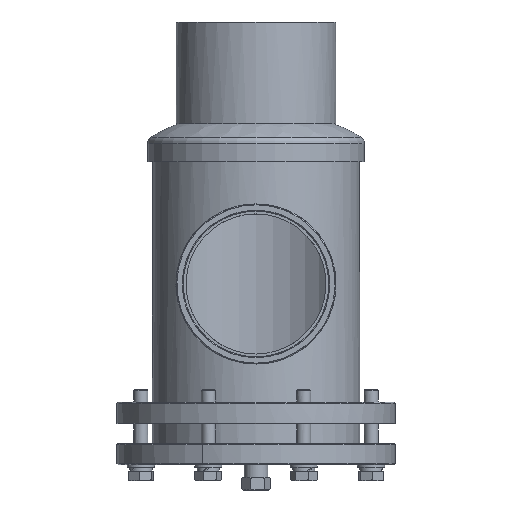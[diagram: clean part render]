
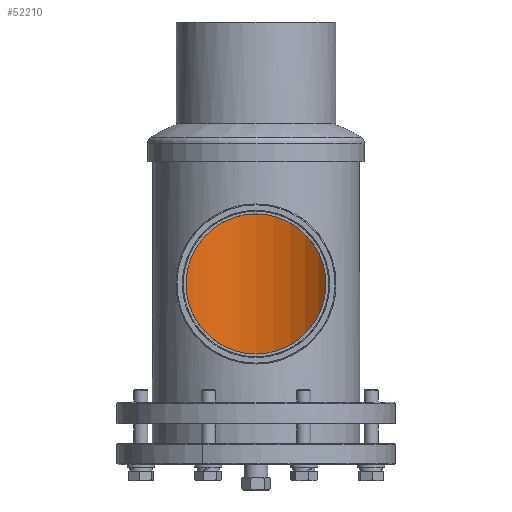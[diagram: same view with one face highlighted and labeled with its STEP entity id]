
A CAD part, left-side view. The second image highlights one B-rep face of the part: STEP entity #52210.
In plain terms, the highlighted cylindrical face has radius 54 mm (diameter 108 mm), a full revolution.
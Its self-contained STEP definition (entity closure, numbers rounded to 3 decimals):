
#52068=CARTESIAN_POINT('',(54.,-0.,-23.476));
#52069=VERTEX_POINT('',#52068);
#52078=CARTESIAN_POINT('',(-0.,0.,-23.476));
#52079=DIRECTION('',(0.,0.,1.));
#52080=DIRECTION('',(1.,0.,-0.));
#52081=AXIS2_PLACEMENT_3D('',#52078,#52079,#52080);
#52082=CIRCLE('',#52081,54.);
#52083=EDGE_CURVE('',#52069,#52069,#52082,.T.);
#52088=CARTESIAN_POINT('',(-0.,0.,-191.176));
#52089=DIRECTION('',(0.,0.,1.));
#52090=DIRECTION('',(1.,0.,-0.));
#52091=AXIS2_PLACEMENT_3D('',#52088,#52089,#52090);
#52092=CYLINDRICAL_SURFACE('',#52091,54.);
#52093=CARTESIAN_POINT('',(54.,-0.,-190.476));
#52094=VERTEX_POINT('',#52093);
#52095=CARTESIAN_POINT('',(54.,0.,-23.476));
#52096=DIRECTION('',(-0.,-0.,-1.));
#52097=VECTOR('',#52096,167.);
#52098=LINE('',#52095,#52097);
#52099=EDGE_CURVE('',#52069,#52094,#52098,.T.);
#52100=ORIENTED_EDGE('',*,*,#52099,.F.);
#52101=ORIENTED_EDGE('',*,*,#52083,.T.);
#52102=ORIENTED_EDGE('',*,*,#52099,.T.);
#52103=CARTESIAN_POINT('',(-0.,0.,-190.476));
#52104=DIRECTION('',(-0.,-0.,-1.));
#52105=DIRECTION('',(1.,0.,-0.));
#52106=AXIS2_PLACEMENT_3D('',#52103,#52104,#52105);
#52107=CIRCLE('',#52106,54.);
#52108=EDGE_CURVE('',#52094,#52094,#52107,.T.);
#52109=ORIENTED_EDGE('',*,*,#52108,.T.);
#52110=EDGE_LOOP('',(#52100,#52101,#52102,#52109));
#52111=FACE_BOUND('',#52110,.T.);
#52112=CARTESIAN_POINT('',(-54.,0.,-139.722));
#52113=VERTEX_POINT('',#52112);
#52114=CARTESIAN_POINT('',(-54.,0.,-139.722));
#52115=CARTESIAN_POINT('',(-54.,-2.653,-139.722));
#52116=CARTESIAN_POINT('',(-53.806,-5.245,-139.451));
#52117=CARTESIAN_POINT('',(-53.437,-7.781,-138.927));
#52118=CARTESIAN_POINT('',(-53.067,-10.317,-138.404));
#52119=CARTESIAN_POINT('',(-52.514,-12.812,-137.615));
#52120=CARTESIAN_POINT('',(-51.835,-15.138,-136.621));
#52121=CARTESIAN_POINT('',(-51.156,-17.463,-135.626));
#52122=CARTESIAN_POINT('',(-50.343,-19.66,-134.416));
#52123=CARTESIAN_POINT('',(-49.448,-21.7,-133.023));
#52124=CARTESIAN_POINT('',(-48.552,-23.741,-131.631));
#52125=CARTESIAN_POINT('',(-47.573,-25.626,-130.056));
#52126=CARTESIAN_POINT('',(-46.571,-27.333,-128.335));
#52127=CARTESIAN_POINT('',(-45.569,-29.04,-126.614));
#52128=CARTESIAN_POINT('',(-44.529,-30.593,-124.72));
#52129=CARTESIAN_POINT('',(-43.538,-31.944,-122.712));
#52130=CARTESIAN_POINT('',(-42.547,-33.295,-120.704));
#52131=CARTESIAN_POINT('',(-41.597,-34.458,-118.573));
#52132=CARTESIAN_POINT('',(-40.752,-35.43,-116.288));
#52133=CARTESIAN_POINT('',(-39.907,-36.401,-114.003));
#52134=CARTESIAN_POINT('',(-39.172,-37.177,-111.554));
#52135=CARTESIAN_POINT('',(-38.663,-37.698,-109.038));
#52136=CARTESIAN_POINT('',(-38.154,-38.22,-106.521));
#52137=CARTESIAN_POINT('',(-37.867,-38.498,-103.864));
#52138=CARTESIAN_POINT('',(-37.865,-38.5,-101.245));
#52139=CARTESIAN_POINT('',(-37.863,-38.502,-98.626));
#52140=CARTESIAN_POINT('',(-38.141,-38.233,-96.008));
#52141=CARTESIAN_POINT('',(-38.65,-37.711,-93.469));
#52142=CARTESIAN_POINT('',(-39.16,-37.189,-90.93));
#52143=CARTESIAN_POINT('',(-39.878,-36.433,-88.531));
#52144=CARTESIAN_POINT('',(-40.721,-35.465,-86.239));
#52145=CARTESIAN_POINT('',(-41.565,-34.497,-83.947));
#52146=CARTESIAN_POINT('',(-42.533,-33.313,-81.77));
#52147=CARTESIAN_POINT('',(-43.523,-31.965,-79.763));
#52148=CARTESIAN_POINT('',(-44.512,-30.618,-77.756));
#52149=CARTESIAN_POINT('',(-45.533,-29.097,-75.894));
#52150=CARTESIAN_POINT('',(-46.539,-27.388,-74.164));
#52151=CARTESIAN_POINT('',(-48.551,-23.97,-70.704));
#52152=CARTESIAN_POINT('',(-50.424,-19.932,-67.891));
#52153=CARTESIAN_POINT('',(-51.802,-15.25,-65.871));
#52154=CARTESIAN_POINT('',(-52.491,-12.909,-64.861));
#52155=CARTESIAN_POINT('',(-53.042,-10.446,-64.075));
#52156=CARTESIAN_POINT('',(-53.418,-7.909,-63.543));
#52157=CARTESIAN_POINT('',(-53.793,-5.371,-63.01));
#52158=CARTESIAN_POINT('',(-53.995,-2.711,-62.728));
#52159=CARTESIAN_POINT('',(-54.,-0.093,-62.722));
#52160=CARTESIAN_POINT('',(-54.004,2.525,-62.716));
#52161=CARTESIAN_POINT('',(-53.816,5.145,-62.986));
#52162=CARTESIAN_POINT('',(-53.449,7.695,-63.506));
#52163=CARTESIAN_POINT('',(-53.082,10.246,-64.026));
#52164=CARTESIAN_POINT('',(-52.536,12.725,-64.797));
#52165=CARTESIAN_POINT('',(-51.856,15.065,-65.792));
#52166=CARTESIAN_POINT('',(-50.496,19.746,-67.782));
#52167=CARTESIAN_POINT('',(-48.593,23.886,-70.637));
#52168=CARTESIAN_POINT('',(-46.582,27.316,-74.091));
#52169=CARTESIAN_POINT('',(-45.576,29.031,-75.818));
#52170=CARTESIAN_POINT('',(-44.552,30.561,-77.68));
#52171=CARTESIAN_POINT('',(-43.557,31.918,-79.693));
#52172=CARTESIAN_POINT('',(-42.562,33.276,-81.706));
#52173=CARTESIAN_POINT('',(-41.59,34.466,-83.887));
#52174=CARTESIAN_POINT('',(-40.746,35.437,-86.173));
#52175=CARTESIAN_POINT('',(-39.902,36.408,-88.459));
#52176=CARTESIAN_POINT('',(-39.179,37.17,-90.895));
#52177=CARTESIAN_POINT('',(-38.669,37.692,-93.42));
#52178=CARTESIAN_POINT('',(-38.16,38.214,-95.945));
#52179=CARTESIAN_POINT('',(-37.866,38.499,-98.559));
#52180=CARTESIAN_POINT('',(-37.865,38.5,-101.202));
#52181=CARTESIAN_POINT('',(-37.864,38.501,-103.845));
#52182=CARTESIAN_POINT('',(-38.158,38.217,-106.469));
#52183=CARTESIAN_POINT('',(-38.667,37.694,-109.003));
#52184=CARTESIAN_POINT('',(-39.177,37.171,-111.537));
#52185=CARTESIAN_POINT('',(-39.9,36.409,-113.98));
#52186=CARTESIAN_POINT('',(-40.742,35.441,-116.261));
#52187=CARTESIAN_POINT('',(-41.585,34.473,-118.543));
#52188=CARTESIAN_POINT('',(-42.544,33.3,-120.703));
#52189=CARTESIAN_POINT('',(-43.541,31.94,-122.722));
#52190=CARTESIAN_POINT('',(-44.539,30.58,-124.742));
#52191=CARTESIAN_POINT('',(-45.573,29.034,-126.622));
#52192=CARTESIAN_POINT('',(-46.575,27.327,-128.342));
#52193=CARTESIAN_POINT('',(-47.577,25.619,-130.063));
#52194=CARTESIAN_POINT('',(-48.565,23.715,-131.651));
#52195=CARTESIAN_POINT('',(-49.457,21.681,-133.037));
#52196=CARTESIAN_POINT('',(-50.348,19.647,-134.423));
#52197=CARTESIAN_POINT('',(-51.15,17.479,-135.618));
#52198=CARTESIAN_POINT('',(-51.828,15.161,-136.611));
#52199=CARTESIAN_POINT('',(-52.506,12.843,-137.604));
#52200=CARTESIAN_POINT('',(-53.063,10.339,-138.398));
#52201=CARTESIAN_POINT('',(-53.434,7.798,-138.924));
#52202=CARTESIAN_POINT('',(-53.805,5.258,-139.449));
#52203=CARTESIAN_POINT('',(-54.,2.653,-139.722));
#52204=CARTESIAN_POINT('',(-54.,0.,-139.722));
#52205=B_SPLINE_CURVE_WITH_KNOTS('',3,(#52114,#52115,#52116,#52117,#52118,#52119,#52120,#52121,#52122,#52123,#52124,#52125,#52126,#52127,#52128,#52129,#52130,#52131,#52132,#52133,#52134,#52135,#52136,#52137,#52138,#52139,
#52140,#52141,#52142,#52143,#52144,#52145,#52146,#52147,#52148,#52149,#52150,#52151,#52152,#52153,#52154,#52155,#52156,#52157,#52158,#52159,#52160,#52161,#52162,#52163,#52164,
#52165,#52166,#52167,#52168,#52169,#52170,#52171,#52172,#52173,#52174,#52175,#52176,#52177,#52178,#52179,#52180,#52181,#52182,#52183,#52184,#52185,#52186,#52187,#52188,#52189,
#52190,#52191,#52192,#52193,#52194,#52195,#52196,#52197,#52198,#52199,#52200,#52201,#52202,#52203,#52204),.UNSPECIFIED.,.T.,.F.,(4,3,3,3,3,3,3,3,3,3,3,3,3,3,3,3,3,3,3,3,3,3,3,3,3,3,
3,3,3,3,4),(0.,0.031,0.063,0.094,0.125,0.156,0.188,0.219,0.25,0.281,0.313,0.344,0.375,0.438,0.469,0.5,0.531,0.563,0.625,0.656,0.688,0.719,0.75,0.781,0.813,0.844,
0.875,0.906,0.938,0.969,1.),.UNSPECIFIED.);
#52206=EDGE_CURVE('',#52113,#52113,#52205,.T.);
#52207=ORIENTED_EDGE('',*,*,#52206,.T.);
#52208=EDGE_LOOP('',(#52207));
#52209=FACE_BOUND('',#52208,.T.);
#52210=ADVANCED_FACE('',(#52111,#52209),#52092,.F.);
